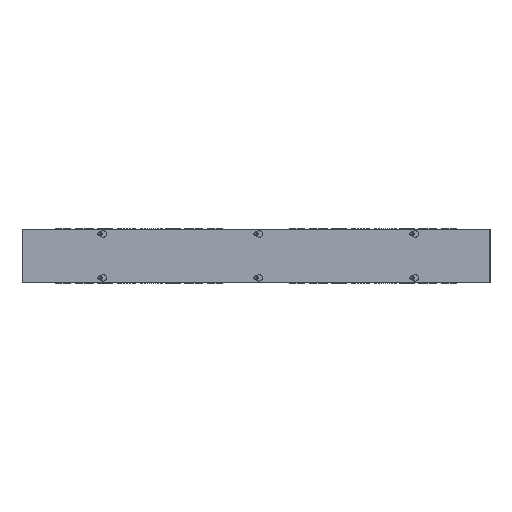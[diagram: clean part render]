
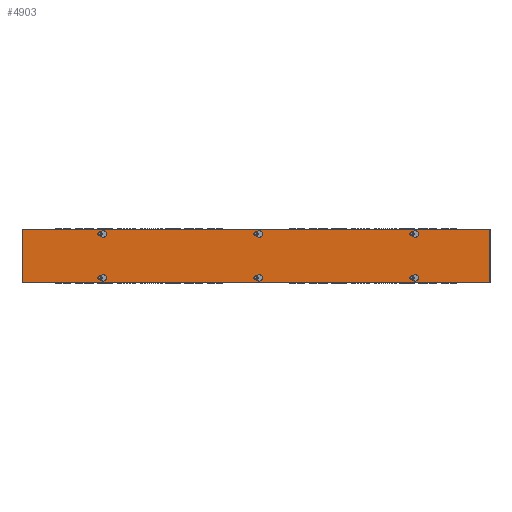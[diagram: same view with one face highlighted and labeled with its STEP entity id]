
A CAD part, top view. The second image highlights one B-rep face of the part: STEP entity #4903.
In plain terms, the highlighted planar face has unit normal (0, 0, 1).
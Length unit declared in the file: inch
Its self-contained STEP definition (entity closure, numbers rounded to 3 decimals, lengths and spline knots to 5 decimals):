
#312=LINE('',#8228,#576);
#317=LINE('',#8241,#581);
#320=LINE('',#8252,#584);
#325=LINE('',#8265,#589);
#328=LINE('',#8276,#592);
#332=LINE('',#8288,#596);
#336=LINE('',#8300,#600);
#340=LINE('',#8312,#604);
#344=LINE('',#8324,#608);
#349=LINE('',#8337,#613);
#352=LINE('',#8348,#616);
#356=LINE('',#8360,#620);
#358=LINE('',#8368,#622);
#362=LINE('',#8376,#626);
#365=LINE('',#8382,#629);
#368=LINE('',#8387,#632);
#576=VECTOR('',#6529,0.21651);
#581=VECTOR('',#6542,0.21651);
#584=VECTOR('',#6553,0.21651);
#589=VECTOR('',#6566,0.21651);
#592=VECTOR('',#6577,0.21651);
#596=VECTOR('',#6589,0.21651);
#600=VECTOR('',#6601,0.21651);
#604=VECTOR('',#6613,0.21651);
#608=VECTOR('',#6625,0.21651);
#613=VECTOR('',#6638,0.21651);
#616=VECTOR('',#6649,0.21651);
#620=VECTOR('',#6661,0.21651);
#622=VECTOR('',#6671,4.125);
#626=VECTOR('',#6677,36.);
#629=VECTOR('',#6682,4.125);
#632=VECTOR('',#6687,36.);
#805=PLANE('',#5431);
#987=FACE_BOUND('',#1735,.T.);
#988=FACE_BOUND('',#1736,.T.);
#989=FACE_BOUND('',#1737,.T.);
#990=FACE_BOUND('',#1738,.T.);
#991=FACE_BOUND('',#1739,.T.);
#992=FACE_BOUND('',#1740,.T.);
#1265=FACE_OUTER_BOUND('',#1734,.T.);
#1734=EDGE_LOOP('',(#4023,#4024,#4025,#4026));
#1735=EDGE_LOOP('',(#4027,#4028,#4029,#4030));
#1736=EDGE_LOOP('',(#4031,#4032,#4033,#4034));
#1737=EDGE_LOOP('',(#4035,#4036,#4037,#4038));
#1738=EDGE_LOOP('',(#4039,#4040,#4041,#4042));
#1739=EDGE_LOOP('',(#4043,#4044,#4045,#4046));
#1740=EDGE_LOOP('',(#4047,#4048,#4049,#4050));
#2050=CIRCLE('',#5381,0.25);
#2052=CIRCLE('',#5385,0.125);
#2054=CIRCLE('',#5389,0.25);
#2056=CIRCLE('',#5393,0.125);
#2058=CIRCLE('',#5397,0.25);
#2060=CIRCLE('',#5401,0.125);
#2062=CIRCLE('',#5405,0.25);
#2064=CIRCLE('',#5409,0.125);
#2066=CIRCLE('',#5413,0.25);
#2068=CIRCLE('',#5417,0.125);
#2070=CIRCLE('',#5421,0.25);
#2072=CIRCLE('',#5425,0.125);
#2413=VERTEX_POINT('',#8225);
#2414=VERTEX_POINT('',#8227);
#2416=VERTEX_POINT('',#8233);
#2418=VERTEX_POINT('',#8239);
#2421=VERTEX_POINT('',#8249);
#2422=VERTEX_POINT('',#8251);
#2424=VERTEX_POINT('',#8257);
#2426=VERTEX_POINT('',#8263);
#2429=VERTEX_POINT('',#8273);
#2430=VERTEX_POINT('',#8275);
#2432=VERTEX_POINT('',#8281);
#2434=VERTEX_POINT('',#8287);
#2437=VERTEX_POINT('',#8297);
#2438=VERTEX_POINT('',#8299);
#2440=VERTEX_POINT('',#8305);
#2442=VERTEX_POINT('',#8311);
#2445=VERTEX_POINT('',#8321);
#2446=VERTEX_POINT('',#8323);
#2448=VERTEX_POINT('',#8329);
#2450=VERTEX_POINT('',#8335);
#2453=VERTEX_POINT('',#8345);
#2454=VERTEX_POINT('',#8347);
#2456=VERTEX_POINT('',#8353);
#2458=VERTEX_POINT('',#8359);
#2459=VERTEX_POINT('',#8366);
#2460=VERTEX_POINT('',#8367);
#2463=VERTEX_POINT('',#8375);
#2465=VERTEX_POINT('',#8381);
#2933=EDGE_CURVE('',#2414,#2413,#312,.T.);
#2937=EDGE_CURVE('',#2413,#2416,#2050,.T.);
#2940=EDGE_CURVE('',#2416,#2418,#317,.T.);
#2942=EDGE_CURVE('',#2418,#2414,#2052,.T.);
#2945=EDGE_CURVE('',#2422,#2421,#320,.T.);
#2949=EDGE_CURVE('',#2421,#2424,#2054,.T.);
#2952=EDGE_CURVE('',#2424,#2426,#325,.T.);
#2954=EDGE_CURVE('',#2426,#2422,#2056,.T.);
#2957=EDGE_CURVE('',#2430,#2429,#328,.T.);
#2960=EDGE_CURVE('',#2432,#2430,#2058,.T.);
#2963=EDGE_CURVE('',#2434,#2432,#332,.T.);
#2966=EDGE_CURVE('',#2429,#2434,#2060,.T.);
#2969=EDGE_CURVE('',#2438,#2437,#336,.T.);
#2972=EDGE_CURVE('',#2440,#2438,#2062,.T.);
#2975=EDGE_CURVE('',#2442,#2440,#340,.T.);
#2978=EDGE_CURVE('',#2437,#2442,#2064,.T.);
#2981=EDGE_CURVE('',#2446,#2445,#344,.T.);
#2985=EDGE_CURVE('',#2445,#2448,#2066,.T.);
#2988=EDGE_CURVE('',#2448,#2450,#349,.T.);
#2990=EDGE_CURVE('',#2450,#2446,#2068,.T.);
#2993=EDGE_CURVE('',#2454,#2453,#352,.T.);
#2996=EDGE_CURVE('',#2456,#2454,#2070,.T.);
#2999=EDGE_CURVE('',#2458,#2456,#356,.T.);
#3002=EDGE_CURVE('',#2453,#2458,#2072,.T.);
#3003=EDGE_CURVE('',#2459,#2460,#358,.T.);
#3007=EDGE_CURVE('',#2460,#2463,#362,.T.);
#3010=EDGE_CURVE('',#2463,#2465,#365,.T.);
#3013=EDGE_CURVE('',#2465,#2459,#368,.T.);
#4023=ORIENTED_EDGE('',*,*,#3003,.F.);
#4024=ORIENTED_EDGE('',*,*,#3013,.F.);
#4025=ORIENTED_EDGE('',*,*,#3010,.F.);
#4026=ORIENTED_EDGE('',*,*,#3007,.F.);
#4027=ORIENTED_EDGE('',*,*,#2933,.T.);
#4028=ORIENTED_EDGE('',*,*,#2937,.T.);
#4029=ORIENTED_EDGE('',*,*,#2940,.T.);
#4030=ORIENTED_EDGE('',*,*,#2942,.T.);
#4031=ORIENTED_EDGE('',*,*,#2945,.T.);
#4032=ORIENTED_EDGE('',*,*,#2949,.T.);
#4033=ORIENTED_EDGE('',*,*,#2952,.T.);
#4034=ORIENTED_EDGE('',*,*,#2954,.T.);
#4035=ORIENTED_EDGE('',*,*,#2957,.T.);
#4036=ORIENTED_EDGE('',*,*,#2966,.T.);
#4037=ORIENTED_EDGE('',*,*,#2963,.T.);
#4038=ORIENTED_EDGE('',*,*,#2960,.T.);
#4039=ORIENTED_EDGE('',*,*,#2969,.T.);
#4040=ORIENTED_EDGE('',*,*,#2978,.T.);
#4041=ORIENTED_EDGE('',*,*,#2975,.T.);
#4042=ORIENTED_EDGE('',*,*,#2972,.T.);
#4043=ORIENTED_EDGE('',*,*,#2981,.T.);
#4044=ORIENTED_EDGE('',*,*,#2985,.T.);
#4045=ORIENTED_EDGE('',*,*,#2988,.T.);
#4046=ORIENTED_EDGE('',*,*,#2990,.T.);
#4047=ORIENTED_EDGE('',*,*,#2993,.T.);
#4048=ORIENTED_EDGE('',*,*,#3002,.T.);
#4049=ORIENTED_EDGE('',*,*,#2999,.T.);
#4050=ORIENTED_EDGE('',*,*,#2996,.T.);
#4903=ADVANCED_FACE('',(#1265,#987,#988,#989,#990,#991,#992),#805,.T.);
#5381=AXIS2_PLACEMENT_3D('',#8235,#6536,#6537);
#5385=AXIS2_PLACEMENT_3D('',#8244,#6547,#6548);
#5389=AXIS2_PLACEMENT_3D('',#8259,#6560,#6561);
#5393=AXIS2_PLACEMENT_3D('',#8268,#6571,#6572);
#5397=AXIS2_PLACEMENT_3D('',#8282,#6583,#6584);
#5401=AXIS2_PLACEMENT_3D('',#8292,#6595,#6596);
#5405=AXIS2_PLACEMENT_3D('',#8306,#6607,#6608);
#5409=AXIS2_PLACEMENT_3D('',#8316,#6619,#6620);
#5413=AXIS2_PLACEMENT_3D('',#8331,#6632,#6633);
#5417=AXIS2_PLACEMENT_3D('',#8340,#6643,#6644);
#5421=AXIS2_PLACEMENT_3D('',#8354,#6655,#6656);
#5425=AXIS2_PLACEMENT_3D('',#8364,#6667,#6668);
#5431=AXIS2_PLACEMENT_3D('',#8390,#6691,#6692);
#6529=DIRECTION('',(-0.866,-0.5,0.));
#6536=DIRECTION('center_axis',(0.,0.,-1.));
#6537=DIRECTION('ref_axis',(0.5,-0.866,0.));
#6542=DIRECTION('',(0.866,-0.5,0.));
#6547=DIRECTION('center_axis',(0.,0.,-1.));
#6548=DIRECTION('ref_axis',(0.5,0.866,0.));
#6553=DIRECTION('',(-0.866,-0.5,0.));
#6560=DIRECTION('center_axis',(0.,0.,-1.));
#6561=DIRECTION('ref_axis',(0.5,-0.866,0.));
#6566=DIRECTION('',(0.866,-0.5,0.));
#6571=DIRECTION('center_axis',(0.,0.,-1.));
#6572=DIRECTION('ref_axis',(0.5,0.866,0.));
#6577=DIRECTION('',(0.866,-0.5,0.));
#6583=DIRECTION('center_axis',(0.,0.,-1.));
#6584=DIRECTION('ref_axis',(0.5,0.866,0.));
#6589=DIRECTION('',(-0.866,-0.5,0.));
#6595=DIRECTION('center_axis',(0.,0.,-1.));
#6596=DIRECTION('ref_axis',(0.5,-0.866,0.));
#6601=DIRECTION('',(0.866,-0.5,0.));
#6607=DIRECTION('center_axis',(0.,0.,-1.));
#6608=DIRECTION('ref_axis',(0.5,0.866,0.));
#6613=DIRECTION('',(-0.866,-0.5,0.));
#6619=DIRECTION('center_axis',(0.,0.,-1.));
#6620=DIRECTION('ref_axis',(0.5,-0.866,0.));
#6625=DIRECTION('',(-0.866,-0.5,0.));
#6632=DIRECTION('center_axis',(0.,0.,-1.));
#6633=DIRECTION('ref_axis',(0.5,-0.866,0.));
#6638=DIRECTION('',(0.866,-0.5,0.));
#6643=DIRECTION('center_axis',(0.,0.,-1.));
#6644=DIRECTION('ref_axis',(0.5,0.866,0.));
#6649=DIRECTION('',(0.866,-0.5,0.));
#6655=DIRECTION('center_axis',(0.,0.,-1.));
#6656=DIRECTION('ref_axis',(0.5,0.866,0.));
#6661=DIRECTION('',(-0.866,-0.5,0.));
#6667=DIRECTION('center_axis',(0.,0.,-1.));
#6668=DIRECTION('ref_axis',(0.5,-0.866,0.));
#6671=DIRECTION('',(0.,1.,0.));
#6677=DIRECTION('',(1.,0.,0.));
#6682=DIRECTION('',(0.,-1.,0.));
#6687=DIRECTION('',(-1.,0.,0.));
#6691=DIRECTION('center_axis',(0.,0.,1.));
#6692=DIRECTION('ref_axis',(1.,0.,0.));
#8225=CARTESIAN_POINT('',(29.875,3.53549,0.0625));
#8227=CARTESIAN_POINT('',(30.0625,3.64375,0.0625));
#8228=CARTESIAN_POINT('',(25.19671,0.83448,0.0625));
#8233=CARTESIAN_POINT('',(29.875,3.96851,0.0625));
#8235=CARTESIAN_POINT('Origin',(29.75,3.752,0.0625));
#8239=CARTESIAN_POINT('',(30.0625,3.86025,0.0625));
#8241=CARTESIAN_POINT('',(25.83454,6.30127,0.0625));
#8244=CARTESIAN_POINT('Origin',(30.,3.752,0.0625));
#8249=CARTESIAN_POINT('',(17.875,3.53549,0.0625));
#8251=CARTESIAN_POINT('',(18.0625,3.64375,0.0625));
#8252=CARTESIAN_POINT('',(17.69671,3.43256,0.0625));
#8257=CARTESIAN_POINT('',(17.875,3.96851,0.0625));
#8259=CARTESIAN_POINT('Origin',(17.75,3.752,0.0625));
#8263=CARTESIAN_POINT('',(18.0625,3.86025,0.0625));
#8265=CARTESIAN_POINT('',(18.33454,3.70319,0.0625));
#8268=CARTESIAN_POINT('Origin',(18.,3.752,0.0625));
#8273=CARTESIAN_POINT('',(30.0625,0.48125,0.0625));
#8275=CARTESIAN_POINT('',(29.875,0.58951,0.0625));
#8276=CARTESIAN_POINT('',(25.19671,3.29052,0.0625));
#8281=CARTESIAN_POINT('',(29.875,0.15649,0.0625));
#8282=CARTESIAN_POINT('Origin',(29.75,0.373,0.0625));
#8287=CARTESIAN_POINT('',(30.0625,0.26475,0.0625));
#8288=CARTESIAN_POINT('',(25.83454,-2.17627,0.0625));
#8292=CARTESIAN_POINT('Origin',(30.,0.373,0.0625));
#8297=CARTESIAN_POINT('',(18.0625,0.48125,0.0625));
#8299=CARTESIAN_POINT('',(17.875,0.58951,0.0625));
#8300=CARTESIAN_POINT('',(17.69671,0.69244,0.0625));
#8305=CARTESIAN_POINT('',(17.875,0.15649,0.0625));
#8306=CARTESIAN_POINT('Origin',(17.75,0.373,0.0625));
#8311=CARTESIAN_POINT('',(18.0625,0.26475,0.0625));
#8312=CARTESIAN_POINT('',(18.33454,0.42181,0.0625));
#8316=CARTESIAN_POINT('Origin',(18.,0.373,0.0625));
#8321=CARTESIAN_POINT('',(5.875,3.53549,0.0625));
#8323=CARTESIAN_POINT('',(6.0625,3.64375,0.0625));
#8324=CARTESIAN_POINT('',(10.19671,6.03064,0.0625));
#8329=CARTESIAN_POINT('',(5.875,3.96851,0.0625));
#8331=CARTESIAN_POINT('Origin',(5.75,3.752,0.0625));
#8335=CARTESIAN_POINT('',(6.0625,3.86025,0.0625));
#8337=CARTESIAN_POINT('',(10.83454,1.10512,0.0625));
#8340=CARTESIAN_POINT('Origin',(6.,3.752,0.0625));
#8345=CARTESIAN_POINT('',(6.0625,0.48125,0.0625));
#8347=CARTESIAN_POINT('',(5.875,0.58951,0.0625));
#8348=CARTESIAN_POINT('',(10.19671,-1.90564,0.0625));
#8353=CARTESIAN_POINT('',(5.875,0.15649,0.0625));
#8354=CARTESIAN_POINT('Origin',(5.75,0.373,0.0625));
#8359=CARTESIAN_POINT('',(6.0625,0.26475,0.0625));
#8360=CARTESIAN_POINT('',(10.83454,3.01988,0.0625));
#8364=CARTESIAN_POINT('Origin',(6.,0.373,0.0625));
#8366=CARTESIAN_POINT('',(0.,0.,0.0625));
#8367=CARTESIAN_POINT('',(0.,4.125,0.0625));
#8368=CARTESIAN_POINT('',(0.,4.125,0.0625));
#8375=CARTESIAN_POINT('',(36.,4.125,0.0625));
#8376=CARTESIAN_POINT('',(36.,4.125,0.0625));
#8381=CARTESIAN_POINT('',(36.,0.,0.0625));
#8382=CARTESIAN_POINT('',(36.,0.,0.0625));
#8387=CARTESIAN_POINT('',(0.,0.,0.0625));
#8390=CARTESIAN_POINT('Origin',(18.,2.0625,0.0625));
